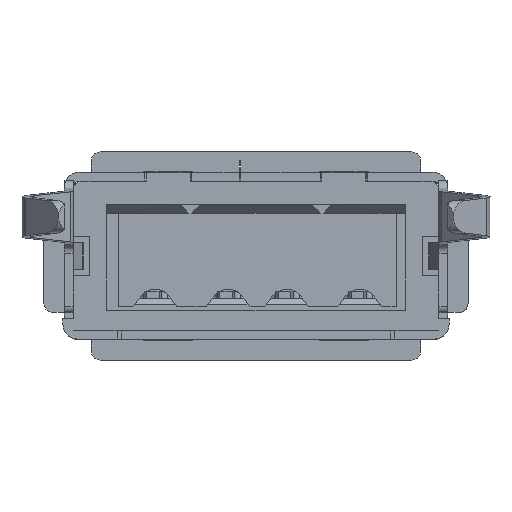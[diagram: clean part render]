
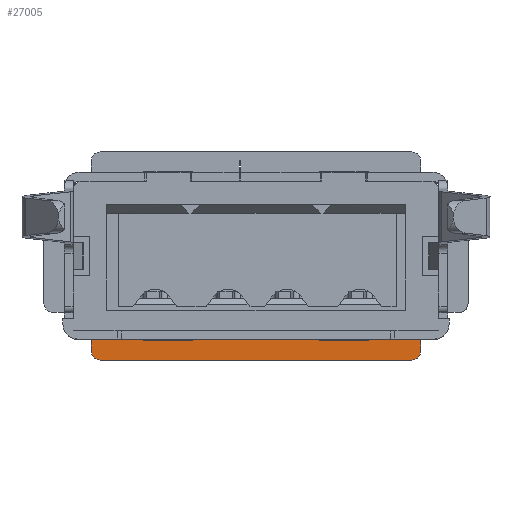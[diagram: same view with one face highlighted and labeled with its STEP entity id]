
A CAD part, front view. The second image highlights one B-rep face of the part: STEP entity #27005.
In plain terms, the highlighted planar face has unit normal (0, -1, 0).
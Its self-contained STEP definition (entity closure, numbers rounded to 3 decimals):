
#21609=AXIS2_PLACEMENT_3D('Circle Axis2P3D',#21607,#21608,$) ;
#26034=AXIS2_PLACEMENT_3D('Circle Axis2P3D',#26032,#26033,$) ;
#26990=AXIS2_PLACEMENT_3D('Plane Axis2P3D',#26987,#26988,#26989) ;
#1444=CARTESIAN_POINT('Vertex',(13.931,24.717,-5.72)) ;
#1447=CARTESIAN_POINT('Line Origine',(19.556,24.717,-5.72)) ;
#1451=CARTESIAN_POINT('Vertex',(25.181,24.717,-5.72)) ;
#2283=CARTESIAN_POINT('Line Origine',(13.931,24.717,-5.92)) ;
#2287=CARTESIAN_POINT('Vertex',(13.931,24.717,-6.12)) ;
#21027=CARTESIAN_POINT('Line Origine',(19.556,24.717,-6.42)) ;
#21031=CARTESIAN_POINT('Vertex',(14.231,24.717,-6.42)) ;
#21033=CARTESIAN_POINT('Vertex',(24.881,24.717,-6.42)) ;
#21602=CARTESIAN_POINT('Vertex',(25.181,24.717,-6.12)) ;
#21607=CARTESIAN_POINT('Axis2P3D Location',(24.881,24.717,-6.12)) ;
#26032=CARTESIAN_POINT('Axis2P3D Location',(14.231,24.717,-6.12)) ;
#26987=CARTESIAN_POINT('Axis2P3D Location',(13.931,24.717,-6.42)) ;
#26992=CARTESIAN_POINT('Line Origine',(25.181,24.717,-5.92)) ;
#1448=DIRECTION('Vector Direction',(1.,0.,0.)) ;
#2284=DIRECTION('Vector Direction',(0.,0.,1.)) ;
#21028=DIRECTION('Vector Direction',(1.,0.,0.)) ;
#21608=DIRECTION('Axis2P3D Direction',(-0.,1.,0.)) ;
#26033=DIRECTION('Axis2P3D Direction',(-0.,-1.,0.)) ;
#26988=DIRECTION('Axis2P3D Direction',(0.,-1.,0.)) ;
#26989=DIRECTION('Axis2P3D XDirection',(0.,0.,1.)) ;
#26993=DIRECTION('Vector Direction',(0.,0.,1.)) ;
#1449=VECTOR('Line Direction',#1448,1.) ;
#2285=VECTOR('Line Direction',#2284,1.) ;
#21029=VECTOR('Line Direction',#21028,1.) ;
#26994=VECTOR('Line Direction',#26993,1.) ;
#26998=ORIENTED_EDGE('',*,*,#26996,.T.) ;
#26999=ORIENTED_EDGE('',*,*,#1453,.F.) ;
#27000=ORIENTED_EDGE('',*,*,#2289,.F.) ;
#27001=ORIENTED_EDGE('',*,*,#26036,.T.) ;
#27002=ORIENTED_EDGE('',*,*,#21035,.T.) ;
#27003=ORIENTED_EDGE('',*,*,#21611,.T.) ;
#27005=ADVANCED_FACE('Hauptk\X2\00F6\X0\rper',(#27004),#26991,.T.) ;
#21610=CIRCLE('generated circle',#21609,0.3) ;
#26035=CIRCLE('generated circle',#26034,0.3) ;
#1453=EDGE_CURVE('',#1445,#1452,#1450,.T.) ;
#2289=EDGE_CURVE('',#2288,#1445,#2286,.T.) ;
#21035=EDGE_CURVE('',#21032,#21034,#21030,.T.) ;
#21611=EDGE_CURVE('',#21034,#21603,#21610,.F.) ;
#26036=EDGE_CURVE('',#2288,#21032,#26035,.T.) ;
#26996=EDGE_CURVE('',#21603,#1452,#26995,.T.) ;
#26997=EDGE_LOOP('',(#26998,#26999,#27000,#27001,#27002,#27003)) ;
#27004=FACE_OUTER_BOUND('',#26997,.T.) ;
#1450=LINE('Line',#1447,#1449) ;
#2286=LINE('Line',#2283,#2285) ;
#21030=LINE('Line',#21027,#21029) ;
#26995=LINE('Line',#26992,#26994) ;
#26991=PLANE('',#26990) ;
#1445=VERTEX_POINT('',#1444) ;
#1452=VERTEX_POINT('',#1451) ;
#2288=VERTEX_POINT('',#2287) ;
#21032=VERTEX_POINT('',#21031) ;
#21034=VERTEX_POINT('',#21033) ;
#21603=VERTEX_POINT('',#21602) ;
